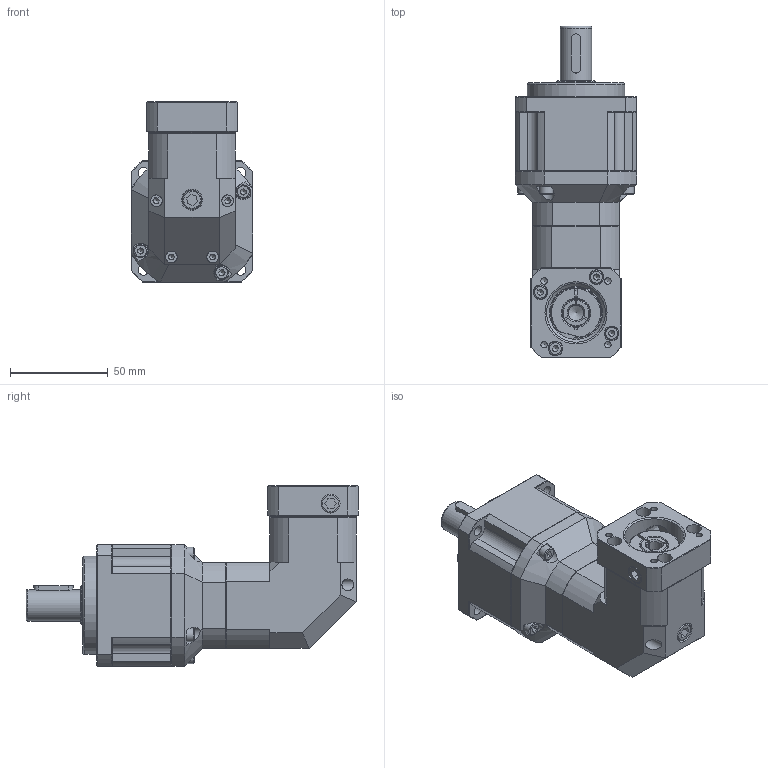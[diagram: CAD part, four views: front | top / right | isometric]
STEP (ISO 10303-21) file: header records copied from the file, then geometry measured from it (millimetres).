
FILE_DESCRIPTION((''),'2;1');
FILE_NAME('PBL62S-H-2.stp','2014-03-11T12:03:20',('young'),(''),'Autodesk Inventor 2012','Autodesk Inventor 2012','');
FILE_SCHEMA(('AUTOMOTIVE_DESIGN { 1 0 10303 214 1 1 1 1 }'));
Length unit declared in the file: millimetre
Products named in the file (1): PBL62S-H-2
Bounding box: 62 x 169.5 x 92 mm (x, y, z)
Volume: 338362.4 mm3; surface area: 87697 mm2
Topology: 26 solids, 26 shells, 801 faces, 1966 edges, 1264 vertices
Faces by surface type: plane 453, cylinder 166, cone 127, bspline 34, torus 21
Full cylindrical faces by diameter (mm): 2.5 x8, 3 x1, 3.3 x16, 3.5 x1, 4 x16, 4.2 x1, 4.5 x8, 5 x1, 5.5 x5, 6 x4, 7 x12, 7.5 x4, 8 x1, 9.5 x3, 11 x1, 14.2 x1, 14.8 x1, 15 x1, 16 x1, 19.8 x1, 20 x1, 22 x3, 25 x1, 27 x1, 28 x1, 29 x1, 30 x1, 32 x4, 34 x1, 35 x2
Entity records: 36988 total; most frequent: CARTESIAN_POINT 19465, DIRECTION 3500, ORIENTED_EDGE 3396, EDGE_CURVE 1698, AXIS2_PLACEMENT_3D 1329, VERTEX_POINT 1198, EDGE_LOOP 1102, VECTOR 842
